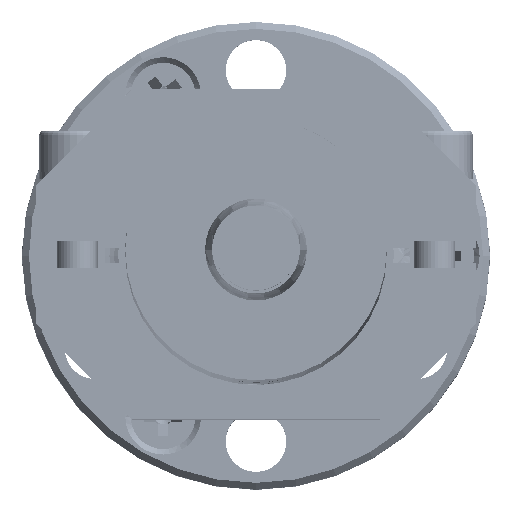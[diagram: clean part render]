
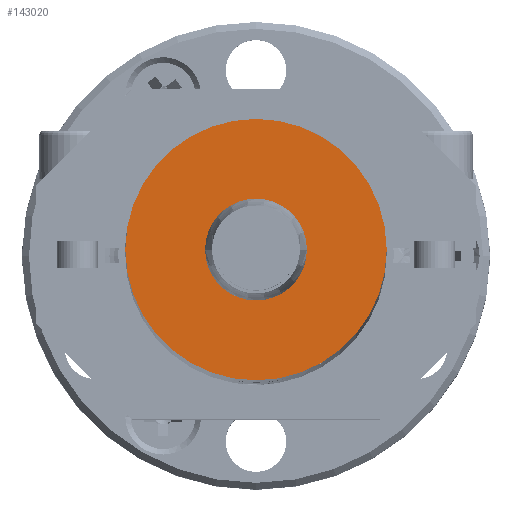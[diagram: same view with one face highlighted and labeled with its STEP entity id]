
A CAD part, top view. The second image highlights one B-rep face of the part: STEP entity #143020.
In plain terms, the highlighted planar face has unit normal (0, 0, 1).
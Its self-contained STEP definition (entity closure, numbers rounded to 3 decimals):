
#342 = EDGE_LOOP ( 'NONE', ( #93449, #390 ) ) ;
#390 = ORIENTED_EDGE ( 'NONE', *, *, #20798, .T. ) ;
#874 = DIRECTION ( 'NONE',  ( -1., 0., 0. ) ) ;
#18984 = AXIS2_PLACEMENT_3D ( 'NONE', #164805, #82910, #874 ) ;
#20473 = VERTEX_POINT ( 'NONE', #134682 ) ;
#20798 = EDGE_CURVE ( 'NONE', #171918, #138546, #24151, .T. ) ;
#24151 = CIRCLE ( 'NONE', #106784, 3.25 ) ;
#35956 = FACE_BOUND ( 'NONE', #342, .T. ) ;
#35958 = AXIS2_PLACEMENT_3D ( 'NONE', #147744, #65832, #161471 ) ;
#39638 = ORIENTED_EDGE ( 'NONE', *, *, #112747, .F. ) ;
#54841 = ORIENTED_EDGE ( 'NONE', *, *, #75435, .F. ) ;
#56340 = CARTESIAN_POINT ( 'NONE',  ( -9.5, 0., 392.25 ) ) ;
#65832 = DIRECTION ( 'NONE',  ( 0., 0., -1. ) ) ;
#66556 = CARTESIAN_POINT ( 'NONE',  ( 0., 0., 392.25 ) ) ;
#71113 = DIRECTION ( 'NONE',  ( 0., 0., -1. ) ) ;
#72332 = FACE_OUTER_BOUND ( 'NONE', #155951, .T. ) ;
#73232 = AXIS2_PLACEMENT_3D ( 'NONE', #73605, #169256, #87359 ) ;
#73605 = CARTESIAN_POINT ( 'NONE',  ( 0., 0., 392.25 ) ) ;
#75435 = EDGE_CURVE ( 'NONE', #20473, #94615, #107679, .T. ) ;
#80297 = DIRECTION ( 'NONE',  ( 1., 0., 0. ) ) ;
#82910 = DIRECTION ( 'NONE',  ( 0., 0., 1. ) ) ;
#87359 = DIRECTION ( 'NONE',  ( 1., 0., 0. ) ) ;
#93449 = ORIENTED_EDGE ( 'NONE', *, *, #131323, .T. ) ;
#94615 = VERTEX_POINT ( 'NONE', #56340 ) ;
#106784 = AXIS2_PLACEMENT_3D ( 'NONE', #153059, #71113, #166796 ) ;
#107679 = CIRCLE ( 'NONE', #158409, 9.5 ) ;
#109822 = PLANE ( 'NONE',  #18984 ) ;
#112747 = EDGE_CURVE ( 'NONE', #94615, #20473, #126261, .T. ) ;
#126261 = CIRCLE ( 'NONE', #35958, 9.5 ) ;
#131323 = EDGE_CURVE ( 'NONE', #138546, #171918, #141160, .T. ) ;
#134682 = CARTESIAN_POINT ( 'NONE',  ( 9.5, 0., 392.25 ) ) ;
#138546 = VERTEX_POINT ( 'NONE', #156221 ) ;
#141160 = CIRCLE ( 'NONE', #73232, 3.25 ) ;
#143020 = ADVANCED_FACE ( 'NONE', ( #72332, #35956 ), #109822, .T. ) ;
#147744 = CARTESIAN_POINT ( 'NONE',  ( 0., 0., 392.25 ) ) ;
#153059 = CARTESIAN_POINT ( 'NONE',  ( 0., 0., 392.25 ) ) ;
#155951 = EDGE_LOOP ( 'NONE', ( #54841, #39638 ) ) ;
#156221 = CARTESIAN_POINT ( 'NONE',  ( 3.25, 0., 392.25 ) ) ;
#156894 = CARTESIAN_POINT ( 'NONE',  ( -3.25, 0., 392.25 ) ) ;
#158409 = AXIS2_PLACEMENT_3D ( 'NONE', #66556, #162189, #80297 ) ;
#161471 = DIRECTION ( 'NONE',  ( 1., 0., 0. ) ) ;
#162189 = DIRECTION ( 'NONE',  ( 0., 0., -1. ) ) ;
#164805 = CARTESIAN_POINT ( 'NONE',  ( 0., -9.5, 392.25 ) ) ;
#166796 = DIRECTION ( 'NONE',  ( 1., 0., 0. ) ) ;
#169256 = DIRECTION ( 'NONE',  ( 0., 0., -1. ) ) ;
#171918 = VERTEX_POINT ( 'NONE', #156894 ) ;
